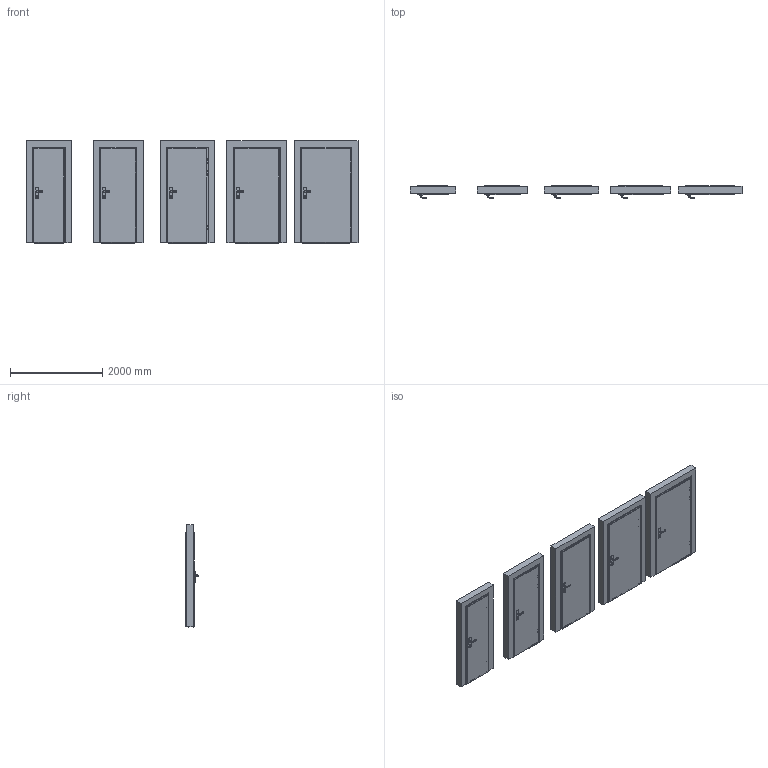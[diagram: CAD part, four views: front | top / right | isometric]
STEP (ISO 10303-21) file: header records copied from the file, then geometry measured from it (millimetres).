
FILE_DESCRIPTION(/* description */ (''),/* implementation_level */ '2;1');
FILE_NAME(/* name */ '050176_A_2-Drzwi akustyczne 27 dB na ościeżnicy stalowej..stp',/* time_stamp */ '2024-09-23T12:10:14+02:00',/* author */ (''),/* organization */ (''),/* preprocessor_version */ 'ST-DEVELOPER v16',/* originating_system */ 'SIEMENS PLM Software NX 11.0',/* authorisation */ '');
FILE_SCHEMA (('AUTOMOTIVE_DESIGN { 1 0 10303 214 3 1 1 1 }'));
Products named in the file (1): bkni2A30B44D9hap
Bounding box: 7185 x 260 x 2210.78 mm (x, y, z)
Volume: 944226515.9 mm3; surface area: 63297606.1 mm2
Topology: 215 solids, 215 shells, 6795 faces, 17324 edges, 11019 vertices
Faces by surface type: plane 3195, cylinder 1845, bspline 960, cone 285, sphere 260, extrusion 230, torus 20
Full cylindrical faces by diameter (mm): 5 x10, 5.5 x5, 6 x30, 7 x10, 7.8 x15, 8 x105, 13.5 x30, 15 x75, 18 x10, 20 x15, 30 x10
Entity records: 215411 total; most frequent: CARTESIAN_POINT 57783, ORIENTED_EDGE 32430, DIRECTION 30122, EDGE_CURVE 16215, VERTEX_POINT 10775, VECTOR 10060, AXIS2_PLACEMENT_3D 10031, LINE 9830
